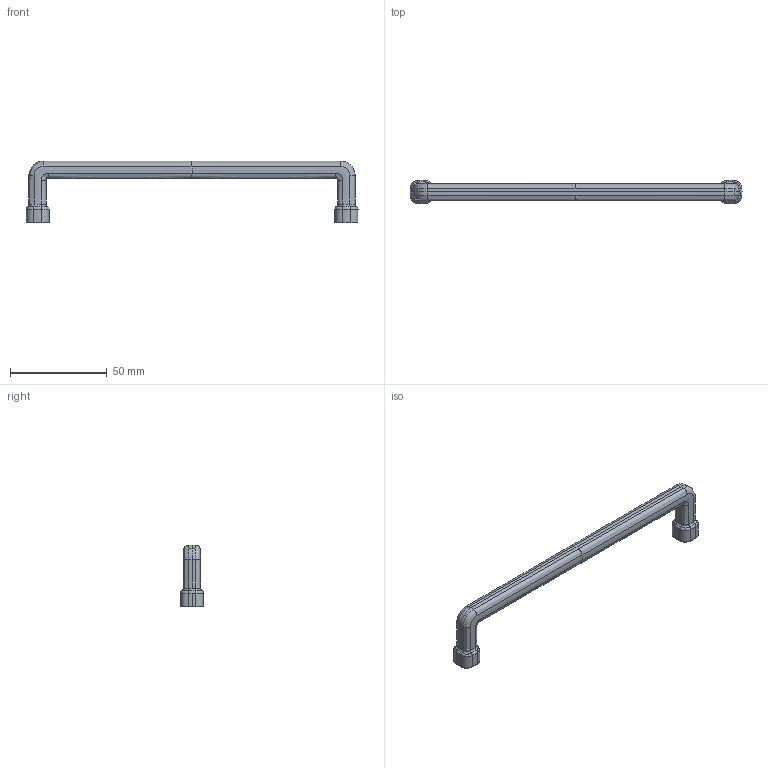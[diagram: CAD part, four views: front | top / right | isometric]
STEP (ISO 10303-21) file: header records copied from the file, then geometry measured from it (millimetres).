
FILE_DESCRIPTION (( 'STEP AP214' ), '1' );
FILE_NAME ('552220160 EQUESTER.STEP', '2021-11-10T11:25:33', ( '' ), ( '' ), 'SwSTEP 2.0', 'SolidWorks 2020', '' );
FILE_SCHEMA (( 'AUTOMOTIVE_DESIGN' ));
Length unit declared in the file: millimetre
Products named in the file (1): 552220160 EQUESTER
Bounding box: 172 x 12 x 32 mm (x, y, z)
Volume: 16149.1 mm3; surface area: 7202.9 mm2
Topology: 1 solids, 1 shells, 158 faces, 365 edges, 210 vertices
Faces by surface type: bspline 140, plane 18
Entity records: 14895 total; most frequent: CARTESIAN_POINT 12474, ORIENTED_EDGE 722, EDGE_CURVE 361, B_SPLINE_CURVE_WITH_KNOTS 244, VERTEX_POINT 210, EDGE_LOOP 163, FACE_OUTER_BOUND 158, ADVANCED_FACE 158
